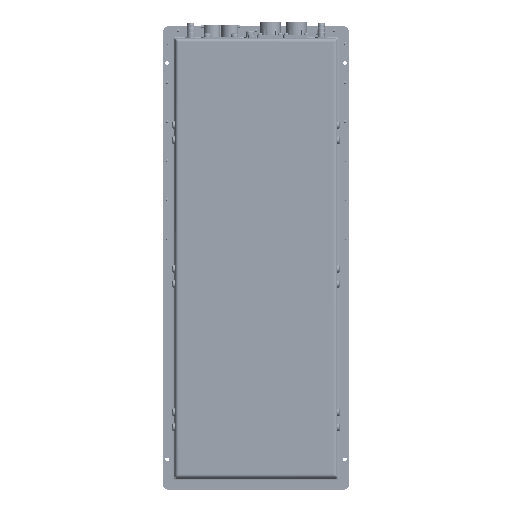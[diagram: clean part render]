
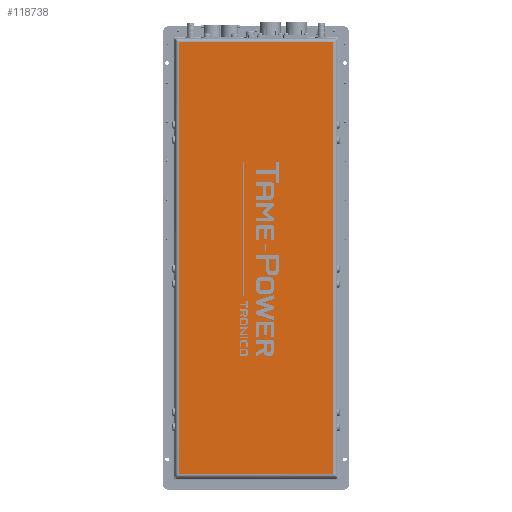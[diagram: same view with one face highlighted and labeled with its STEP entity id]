
A CAD part, front view. The second image highlights one B-rep face of the part: STEP entity #118738.
In plain terms, the highlighted planar face has unit normal (0, -1, 0).
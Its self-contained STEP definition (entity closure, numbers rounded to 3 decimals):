
#750 = VERTEX_POINT ( 'NONE', #124080 ) ;
#1948 = VERTEX_POINT ( 'NONE', #43475 ) ;
#3452 = CARTESIAN_POINT ( 'NONE',  ( 0., 0., 0. ) ) ;
#3629 = CARTESIAN_POINT ( 'NONE',  ( -360., 0., 131.293 ) ) ;
#5894 = EDGE_CURVE ( 'NONE', #750, #110045, #121900, .T. ) ;
#6987 = VECTOR ( 'NONE', #103014, 1000. ) ;
#14852 = VERTEX_POINT ( 'NONE', #132908 ) ;
#15956 = VECTOR ( 'NONE', #99640, 1000. ) ;
#17091 = CARTESIAN_POINT ( 'NONE',  ( 360., 0., -129. ) ) ;
#23137 = ORIENTED_EDGE ( 'NONE', *, *, #5894, .T. ) ;
#24562 = VECTOR ( 'NONE', #37393, 1000. ) ;
#35117 = FACE_OUTER_BOUND ( 'NONE', #87786, .T. ) ;
#37393 = DIRECTION ( 'NONE',  ( -1., 0., 0. ) ) ;
#38794 = AXIS2_PLACEMENT_3D ( 'NONE', #3452, #105812, #54691 ) ;
#39588 = ORIENTED_EDGE ( 'NONE', *, *, #72260, .T. ) ;
#43475 = CARTESIAN_POINT ( 'NONE',  ( -360., 0., 129. ) ) ;
#44676 = DIRECTION ( 'NONE',  ( 0., 0., -1. ) ) ;
#54691 = DIRECTION ( 'NONE',  ( 0., 0., 1. ) ) ;
#61731 = ORIENTED_EDGE ( 'NONE', *, *, #87115, .T. ) ;
#66910 = EDGE_CURVE ( 'NONE', #14852, #1948, #120841, .T. ) ;
#67991 = LINE ( 'NONE', #100297, #15956 ) ;
#72260 = EDGE_CURVE ( 'NONE', #1948, #750, #95903, .T. ) ;
#75912 = ORIENTED_EDGE ( 'NONE', *, *, #66910, .T. ) ;
#82837 = CARTESIAN_POINT ( 'NONE',  ( -362.293, 0., -129. ) ) ;
#87115 = EDGE_CURVE ( 'NONE', #110045, #14852, #67991, .T. ) ;
#87786 = EDGE_LOOP ( 'NONE', ( #61731, #75912, #39588, #23137 ) ) ;
#95903 = LINE ( 'NONE', #3629, #104988 ) ;
#99640 = DIRECTION ( 'NONE',  ( 0., 0., 1. ) ) ;
#100297 = CARTESIAN_POINT ( 'NONE',  ( 360., 0., -131.293 ) ) ;
#103014 = DIRECTION ( 'NONE',  ( 1., 0., 0. ) ) ;
#104988 = VECTOR ( 'NONE', #44676, 1000. ) ;
#105812 = DIRECTION ( 'NONE',  ( 0., 1., 0. ) ) ;
#110045 = VERTEX_POINT ( 'NONE', #17091 ) ;
#115272 = PLANE ( 'NONE',  #38794 ) ;
#118738 = ADVANCED_FACE ( 'NONE', ( #35117 ), #115272, .F. ) ;
#120841 = LINE ( 'NONE', #129605, #24562 ) ;
#121900 = LINE ( 'NONE', #82837, #6987 ) ;
#124080 = CARTESIAN_POINT ( 'NONE',  ( -360., 0., -129. ) ) ;
#129605 = CARTESIAN_POINT ( 'NONE',  ( 362.293, 0., 129. ) ) ;
#132908 = CARTESIAN_POINT ( 'NONE',  ( 360., 0., 129. ) ) ;
